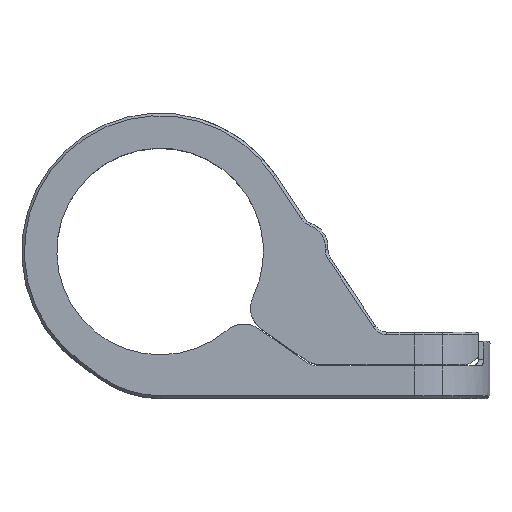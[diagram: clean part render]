
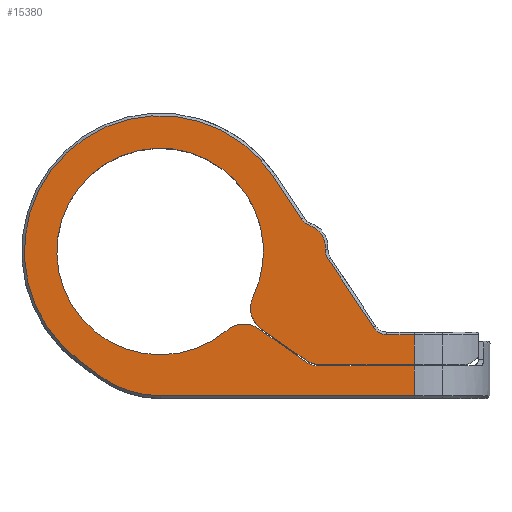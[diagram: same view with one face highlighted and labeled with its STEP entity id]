
A CAD part, top view. The second image highlights one B-rep face of the part: STEP entity #15380.
In plain terms, the highlighted planar face has unit normal (0, 0, 1).
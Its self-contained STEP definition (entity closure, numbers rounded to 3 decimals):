
#1118=DIRECTION('',(-1.,0.,0.));
#1119=VECTOR('',#1118,7.42);
#1120=CARTESIAN_POINT('',(19.554,-8.8,6.35));
#1121=LINE('',#1120,#1119);
#1475=DIRECTION('',(1.,0.,0.));
#1476=VECTOR('',#1475,7.199);
#1477=CARTESIAN_POINT('',(12.355,-8.7,6.35));
#1478=LINE('',#1477,#1476);
#1784=CARTESIAN_POINT('',(0.,0.,6.35));
#1785=DIRECTION('',(0.,0.,-1.));
#1786=DIRECTION('',(0.647,-0.762,0.));
#1787=AXIS2_PLACEMENT_3D('',#1784,#1785,#1786);
#2114=CARTESIAN_POINT('',(12.134,-7.3,6.35));
#2115=DIRECTION('',(0.,0.,-1.));
#2116=DIRECTION('',(0.,-1.,0.));
#2117=AXIS2_PLACEMENT_3D('',#2114,#2115,#2116);
#2119=DIRECTION('',(-1.,0.,0.));
#2120=VECTOR('',#2119,19.554);
#2121=CARTESIAN_POINT('',(19.554,-11.1,6.35));
#2122=LINE('',#2121,#2120);
#2123=CARTESIAN_POINT('',(0.,-3.3,6.35));
#2124=DIRECTION('',(0.,0.,-1.));
#2125=DIRECTION('',(0.,-1.,0.));
#2126=AXIS2_PLACEMENT_3D('',#2123,#2124,#2125);
#2128=DIRECTION('',(-0.803,0.596,0.));
#2129=VECTOR('',#2128,1.967);
#2130=CARTESIAN_POINT('',(-4.648,-9.564,6.35));
#2131=LINE('',#2130,#2129);
#2132=CARTESIAN_POINT('',(0.,0.,6.35));
#2133=DIRECTION('',(0.,0.,-1.));
#2134=DIRECTION('',(-0.596,-0.803,0.));
#2135=AXIS2_PLACEMENT_3D('',#2132,#2133,#2134);
#2137=DIRECTION('',(0.553,-0.833,0.));
#2138=VECTOR('',#2137,3.973);
#2139=CARTESIAN_POINT('',(8.706,5.78,6.35));
#2140=LINE('',#2139,#2138);
#2141=CARTESIAN_POINT('',(11.903,3.134,6.35));
#2142=DIRECTION('',(0.,0.,1.));
#2143=DIRECTION('',(-0.833,-0.553,0.));
#2144=AXIS2_PLACEMENT_3D('',#2141,#2142,#2143);
#2146=CARTESIAN_POINT('',(10.918,0.3,6.35));
#2147=DIRECTION('',(0.,0.,-1.));
#2148=DIRECTION('',(0.328,0.945,0.));
#2149=AXIS2_PLACEMENT_3D('',#2146,#2147,#2148);
#2151=CARTESIAN_POINT('',(13.912,0.108,6.35));
#2152=DIRECTION('',(0.,0.,1.));
#2153=DIRECTION('',(-0.998,0.064,0.));
#2154=AXIS2_PLACEMENT_3D('',#2151,#2152,#2153);
#2156=DIRECTION('',(0.553,-0.833,0.));
#2157=VECTOR('',#2156,6.372);
#2158=CARTESIAN_POINT('',(12.912,-0.555,6.35));
#2159=LINE('',#2158,#2157);
#2160=CARTESIAN_POINT('',(17.436,-5.2,6.35));
#2161=DIRECTION('',(0.,0.,1.));
#2162=DIRECTION('',(-0.833,-0.553,0.));
#2163=AXIS2_PLACEMENT_3D('',#2160,#2161,#2162);
#2165=DIRECTION('',(1.,0.,0.));
#2166=VECTOR('',#2165,2.117);
#2167=CARTESIAN_POINT('',(17.436,-6.4,6.35));
#2168=LINE('',#2167,#2166);
#2169=DIRECTION('',(0.,1.,0.));
#2170=VECTOR('',#2169,2.3);
#2171=CARTESIAN_POINT('',(19.554,-8.7,6.35));
#2172=LINE('',#2171,#2170);
#2173=CARTESIAN_POINT('',(12.355,-6.6,6.35));
#2174=DIRECTION('',(0.,0.,1.));
#2175=DIRECTION('',(-0.574,-0.819,0.));
#2176=AXIS2_PLACEMENT_3D('',#2173,#2174,#2175);
#2178=DIRECTION('',(0.819,-0.574,0.));
#2179=VECTOR('',#2178,4.082);
#2180=CARTESIAN_POINT('',(7.806,-5.979,6.35));
#2181=LINE('',#2180,#2179);
#2182=CARTESIAN_POINT('',(8.953,-4.34,6.35));
#2183=DIRECTION('',(0.,0.,1.));
#2184=DIRECTION('',(-0.9,0.436,0.));
#2185=AXIS2_PLACEMENT_3D('',#2182,#2183,#2184);
#2187=CARTESIAN_POINT('',(6.439,-7.585,6.35));
#2188=DIRECTION('',(0.,0.,1.));
#2189=DIRECTION('',(0.574,0.819,0.));
#2190=AXIS2_PLACEMENT_3D('',#2187,#2188,#2189);
#2192=DIRECTION('',(-0.819,0.574,0.));
#2193=VECTOR('',#2192,4.501);
#2194=CARTESIAN_POINT('',(11.274,-8.529,6.35));
#2195=LINE('',#2194,#2193);
#2196=DIRECTION('',(0.,1.,0.));
#2197=VECTOR('',#2196,2.3);
#2198=CARTESIAN_POINT('',(19.554,-11.1,6.35));
#2199=LINE('',#2198,#2197);
#10350=CARTESIAN_POINT('',(7.586,-5.947,6.35));
#10351=VERTEX_POINT('',#10350);
#10352=CARTESIAN_POINT('',(5.145,-6.061,6.35));
#10353=VERTEX_POINT('',#10352);
#10358=CARTESIAN_POINT('',(7.154,-3.468,6.35));
#10359=CARTESIAN_POINT('',(7.806,-5.979,6.35));
#10360=VERTEX_POINT('',#10358);
#10361=VERTEX_POINT('',#10359);
#10374=CARTESIAN_POINT('',(11.15,-8.32,6.35));
#10375=VERTEX_POINT('',#10374);
#10376=CARTESIAN_POINT('',(12.355,-8.7,6.35));
#10377=VERTEX_POINT('',#10376);
#10379=CARTESIAN_POINT('',(11.274,-8.529,6.35));
#10381=VERTEX_POINT('',#10379);
#10383=CARTESIAN_POINT('',(12.134,-8.8,6.35));
#10385=VERTEX_POINT('',#10383);
#12444=CARTESIAN_POINT('',(19.554,-8.7,6.35));
#12446=VERTEX_POINT('',#12444);
#12447=CARTESIAN_POINT('',(19.554,-8.8,6.35));
#12449=VERTEX_POINT('',#12447);
#12505=CARTESIAN_POINT('',(19.554,-11.1,6.35));
#12506=VERTEX_POINT('',#12505);
#12509=CARTESIAN_POINT('',(0.,-11.1,6.35));
#12510=VERTEX_POINT('',#12509);
#12513=CARTESIAN_POINT('',(-4.648,-9.564,6.35));
#12514=VERTEX_POINT('',#12513);
#12517=CARTESIAN_POINT('',(-6.228,-8.392,6.35));
#12518=VERTEX_POINT('',#12517);
#12521=CARTESIAN_POINT('',(8.706,5.78,6.35));
#12522=VERTEX_POINT('',#12521);
#12525=CARTESIAN_POINT('',(10.904,2.47,6.35));
#12526=VERTEX_POINT('',#12525);
#12531=CARTESIAN_POINT('',(11.509,2.,6.35));
#12532=CARTESIAN_POINT('',(12.714,0.185,6.35));
#12533=VERTEX_POINT('',#12531);
#12534=VERTEX_POINT('',#12532);
#12539=CARTESIAN_POINT('',(12.912,-0.555,6.35));
#12540=CARTESIAN_POINT('',(16.437,-5.864,6.35));
#12541=VERTEX_POINT('',#12539);
#12542=VERTEX_POINT('',#12540);
#12545=CARTESIAN_POINT('',(17.436,-6.4,6.35));
#12546=VERTEX_POINT('',#12545);
#12549=CARTESIAN_POINT('',(19.554,-6.4,6.35));
#12550=VERTEX_POINT('',#12549);
#15338=CARTESIAN_POINT('',(0.,0.,6.35));
#15339=DIRECTION('',(0.,0.,1.));
#15340=DIRECTION('',(1.,0.,0.));
#15341=AXIS2_PLACEMENT_3D('',#15338,#15339,#15340);
#15342=PLANE('',#15341);
#15344=ORIENTED_EDGE('',*,*,#15343,.T.);
#15346=ORIENTED_EDGE('',*,*,#15345,.T.);
#15348=ORIENTED_EDGE('',*,*,#15347,.T.);
#15350=ORIENTED_EDGE('',*,*,#15349,.T.);
#15352=ORIENTED_EDGE('',*,*,#15351,.T.);
#15354=ORIENTED_EDGE('',*,*,#15353,.T.);
#15356=ORIENTED_EDGE('',*,*,#15355,.T.);
#15358=ORIENTED_EDGE('',*,*,#15357,.T.);
#15360=ORIENTED_EDGE('',*,*,#15359,.T.);
#15362=ORIENTED_EDGE('',*,*,#15361,.T.);
#15364=ORIENTED_EDGE('',*,*,#15363,.T.);
#15366=ORIENTED_EDGE('',*,*,#15365,.F.);
#15367=ORIENTED_EDGE('',*,*,#14418,.F.);
#15368=ORIENTED_EDGE('',*,*,#14589,.F.);
#15369=ORIENTED_EDGE('',*,*,#14604,.F.);
#15370=ORIENTED_EDGE('',*,*,#14630,.F.);
#15371=ORIENTED_EDGE('',*,*,#14946,.F.);
#15372=ORIENTED_EDGE('',*,*,#15005,.F.);
#15373=ORIENTED_EDGE('',*,*,#15318,.F.);
#15374=ORIENTED_EDGE('',*,*,#15333,.F.);
#15375=ORIENTED_EDGE('',*,*,#13901,.F.);
#15377=ORIENTED_EDGE('',*,*,#15376,.F.);
#15378=EDGE_LOOP('',(#15344,#15346,#15348,#15350,#15352,#15354,#15356,#15358,
#15360,#15362,#15364,#15366,#15367,#15368,#15369,#15370,#15371,#15372,#15373,
#15374,#15375,#15377));
#15379=FACE_OUTER_BOUND('',#15378,.F.);
#15380=ADVANCED_FACE('',(#15379),#15342,.T.);
#1788=CIRCLE('',#1787,7.95);
#2118=CIRCLE('',#2117,1.5);
#2127=CIRCLE('',#2126,7.8);
#2136=CIRCLE('',#2135,10.45);
#2145=CIRCLE('',#2144,1.2);
#2150=CIRCLE('',#2149,1.8);
#2155=CIRCLE('',#2154,1.2);
#2164=CIRCLE('',#2163,1.2);
#2177=CIRCLE('',#2176,2.1);
#2186=CIRCLE('',#2185,2.);
#2191=CIRCLE('',#2190,2.);
#13901=EDGE_CURVE('',#12449,#10385,#1121,.T.);
#14418=EDGE_CURVE('',#10377,#12446,#1478,.T.);
#14589=EDGE_CURVE('',#10375,#10377,#2177,.T.);
#14604=EDGE_CURVE('',#10361,#10375,#2181,.T.);
#14630=EDGE_CURVE('',#10360,#10361,#2186,.T.);
#14946=EDGE_CURVE('',#10353,#10360,#1788,.T.);
#15005=EDGE_CURVE('',#10351,#10353,#2191,.T.);
#15318=EDGE_CURVE('',#10381,#10351,#2195,.T.);
#15333=EDGE_CURVE('',#10385,#10381,#2118,.T.);
#15343=EDGE_CURVE('',#12506,#12510,#2122,.T.);
#15345=EDGE_CURVE('',#12510,#12514,#2127,.T.);
#15347=EDGE_CURVE('',#12514,#12518,#2131,.T.);
#15349=EDGE_CURVE('',#12518,#12522,#2136,.T.);
#15351=EDGE_CURVE('',#12522,#12526,#2140,.T.);
#15353=EDGE_CURVE('',#12526,#12533,#2145,.T.);
#15355=EDGE_CURVE('',#12533,#12534,#2150,.T.);
#15357=EDGE_CURVE('',#12534,#12541,#2155,.T.);
#15359=EDGE_CURVE('',#12541,#12542,#2159,.T.);
#15361=EDGE_CURVE('',#12542,#12546,#2164,.T.);
#15363=EDGE_CURVE('',#12546,#12550,#2168,.T.);
#15365=EDGE_CURVE('',#12446,#12550,#2172,.T.);
#15376=EDGE_CURVE('',#12506,#12449,#2199,.T.);
